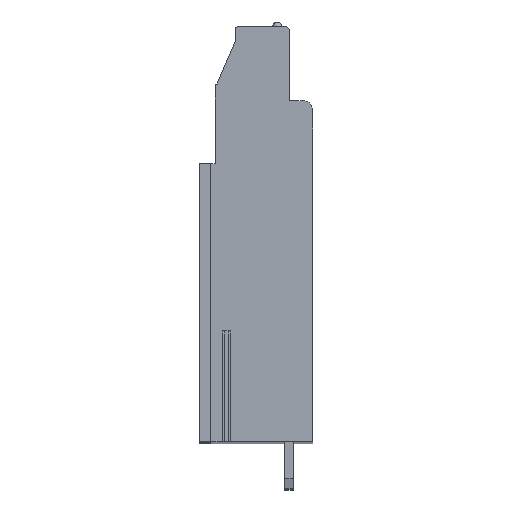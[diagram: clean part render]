
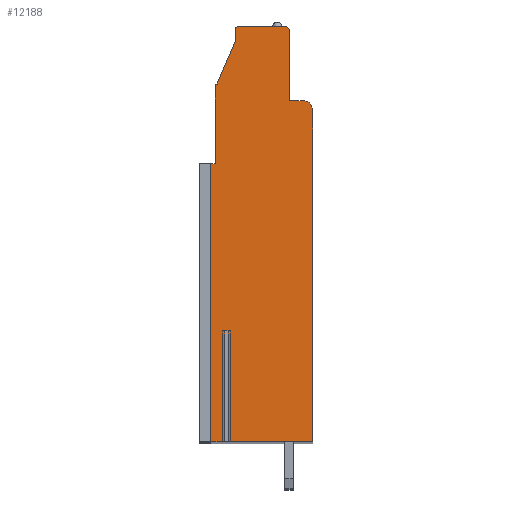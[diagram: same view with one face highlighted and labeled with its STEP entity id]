
A CAD part, top view. The second image highlights one B-rep face of the part: STEP entity #12188.
In plain terms, the highlighted planar face has unit normal (0, 0, 1).
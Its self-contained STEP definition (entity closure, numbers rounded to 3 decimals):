
#13=DIRECTION('',(0.,1.,0.));
#14=VECTOR('',#13,30.);
#15=CARTESIAN_POINT('',(-5.16,-17.199,119.38));
#16=LINE('',#15,#14);
#17=DIRECTION('',(-1.,0.,0.));
#18=VECTOR('',#17,0.5);
#19=CARTESIAN_POINT('',(-4.66,12.801,119.38));
#20=LINE('',#19,#18);
#21=DIRECTION('',(0.,-1.,0.));
#22=VECTOR('',#21,8.4);
#23=CARTESIAN_POINT('',(-4.66,21.201,119.38));
#24=LINE('',#23,#22);
#25=CARTESIAN_POINT('',(-4.46,21.201,119.38));
#26=DIRECTION('',(0.,0.,1.));
#27=DIRECTION('',(0.,1.,0.));
#28=AXIS2_PLACEMENT_3D('',#25,#26,#27);
#30=DIRECTION('',(-0.392,-0.92,0.));
#31=VECTOR('',#30,5.108);
#32=CARTESIAN_POINT('',(-2.46,26.101,119.38));
#33=LINE('',#32,#31);
#34=DIRECTION('',(0.,-1.,0.));
#35=VECTOR('',#34,1.2);
#36=CARTESIAN_POINT('',(-2.46,27.301,119.38));
#37=LINE('',#36,#35);
#38=CARTESIAN_POINT('',(-2.16,27.301,119.38));
#39=DIRECTION('',(0.,0.,1.));
#40=DIRECTION('',(0.,1.,0.));
#41=AXIS2_PLACEMENT_3D('',#38,#39,#40);
#43=DIRECTION('',(-1.,0.,0.));
#44=VECTOR('',#43,5.);
#45=CARTESIAN_POINT('',(2.84,27.601,119.38));
#46=LINE('',#45,#44);
#47=CARTESIAN_POINT('',(2.84,27.101,119.38));
#48=DIRECTION('',(0.,0.,1.));
#49=DIRECTION('',(1.,0.,0.));
#50=AXIS2_PLACEMENT_3D('',#47,#48,#49);
#52=DIRECTION('',(0.,1.,0.));
#53=VECTOR('',#52,7.5);
#54=CARTESIAN_POINT('',(3.34,19.601,119.38));
#55=LINE('',#54,#53);
#56=DIRECTION('',(-1.,0.,0.));
#57=VECTOR('',#56,1.5);
#58=CARTESIAN_POINT('',(4.84,19.601,119.38));
#59=LINE('',#58,#57);
#60=CARTESIAN_POINT('',(4.84,18.601,119.38));
#61=DIRECTION('',(0.,0.,1.));
#62=DIRECTION('',(1.,0.,0.));
#63=AXIS2_PLACEMENT_3D('',#60,#61,#62);
#65=DIRECTION('',(0.,1.,0.));
#66=VECTOR('',#65,35.8);
#67=CARTESIAN_POINT('',(5.84,-17.199,119.38));
#68=LINE('',#67,#66);
#69=DIRECTION('',(1.,0.,0.));
#70=VECTOR('',#69,9.11);
#71=CARTESIAN_POINT('',(-3.27,-17.199,119.38));
#72=LINE('',#71,#70);
#73=DIRECTION('',(0.,1.,0.));
#74=VECTOR('',#73,11.95);
#75=CARTESIAN_POINT('',(-3.27,-17.199,119.38));
#76=LINE('',#75,#74);
#77=DIRECTION('',(-1.,0.,0.));
#78=VECTOR('',#77,0.38);
#79=CARTESIAN_POINT('',(-3.27,-5.249,119.38));
#80=LINE('',#79,#78);
#81=DIRECTION('',(0.,1.,0.));
#82=VECTOR('',#81,11.95);
#83=CARTESIAN_POINT('',(-3.65,-17.199,119.38));
#84=LINE('',#83,#82);
#85=DIRECTION('',(1.,0.,0.));
#86=VECTOR('',#85,1.51);
#87=CARTESIAN_POINT('',(-5.16,-17.199,119.38));
#88=LINE('',#87,#86);
#9365=CARTESIAN_POINT('',(5.84,-17.199,119.38));
#9366=CARTESIAN_POINT('',(5.84,18.601,119.38));
#9367=VERTEX_POINT('',#9365);
#9368=VERTEX_POINT('',#9366);
#9369=CARTESIAN_POINT('',(4.84,19.601,119.38));
#9370=VERTEX_POINT('',#9369);
#9371=CARTESIAN_POINT('',(3.34,19.601,119.38));
#9372=VERTEX_POINT('',#9371);
#9373=CARTESIAN_POINT('',(3.34,27.101,119.38));
#9374=VERTEX_POINT('',#9373);
#9375=CARTESIAN_POINT('',(2.84,27.601,119.38));
#9376=VERTEX_POINT('',#9375);
#9377=CARTESIAN_POINT('',(-2.16,27.601,119.38));
#9378=VERTEX_POINT('',#9377);
#9379=CARTESIAN_POINT('',(-2.46,27.301,119.38));
#9380=VERTEX_POINT('',#9379);
#9381=CARTESIAN_POINT('',(-2.46,26.101,119.38));
#9382=VERTEX_POINT('',#9381);
#9383=CARTESIAN_POINT('',(-4.46,21.401,119.38));
#9384=VERTEX_POINT('',#9383);
#9385=CARTESIAN_POINT('',(-4.66,21.201,119.38));
#9386=VERTEX_POINT('',#9385);
#9387=CARTESIAN_POINT('',(-4.66,12.801,119.38));
#9388=VERTEX_POINT('',#9387);
#9501=CARTESIAN_POINT('',(-3.27,-5.249,119.38));
#9502=CARTESIAN_POINT('',(-3.65,-5.249,119.38));
#9503=VERTEX_POINT('',#9501);
#9504=VERTEX_POINT('',#9502);
#9505=CARTESIAN_POINT('',(-3.27,-17.199,119.38));
#9506=VERTEX_POINT('',#9505);
#9507=CARTESIAN_POINT('',(-3.65,-17.199,119.38));
#9508=VERTEX_POINT('',#9507);
#9517=CARTESIAN_POINT('',(-5.16,-17.199,119.38));
#9518=CARTESIAN_POINT('',(-5.16,12.801,119.38));
#9519=VERTEX_POINT('',#9517);
#9520=VERTEX_POINT('',#9518);
#12145=CARTESIAN_POINT('',(0.,0.,119.38));
#12146=DIRECTION('',(0.,0.,1.));
#12147=DIRECTION('',(1.,0.,0.));
#12148=AXIS2_PLACEMENT_3D('',#12145,#12146,#12147);
#12149=PLANE('',#12148);
#12151=ORIENTED_EDGE('',*,*,#12150,.T.);
#12153=ORIENTED_EDGE('',*,*,#12152,.F.);
#12155=ORIENTED_EDGE('',*,*,#12154,.F.);
#12157=ORIENTED_EDGE('',*,*,#12156,.F.);
#12159=ORIENTED_EDGE('',*,*,#12158,.F.);
#12161=ORIENTED_EDGE('',*,*,#12160,.F.);
#12163=ORIENTED_EDGE('',*,*,#12162,.F.);
#12165=ORIENTED_EDGE('',*,*,#12164,.F.);
#12167=ORIENTED_EDGE('',*,*,#12166,.F.);
#12169=ORIENTED_EDGE('',*,*,#12168,.F.);
#12171=ORIENTED_EDGE('',*,*,#12170,.F.);
#12173=ORIENTED_EDGE('',*,*,#12172,.F.);
#12175=ORIENTED_EDGE('',*,*,#12174,.F.);
#12177=ORIENTED_EDGE('',*,*,#12176,.F.);
#12179=ORIENTED_EDGE('',*,*,#12178,.T.);
#12181=ORIENTED_EDGE('',*,*,#12180,.T.);
#12183=ORIENTED_EDGE('',*,*,#12182,.F.);
#12185=ORIENTED_EDGE('',*,*,#12184,.F.);
#12186=EDGE_LOOP('',(#12151,#12153,#12155,#12157,#12159,#12161,#12163,#12165,
#12167,#12169,#12171,#12173,#12175,#12177,#12179,#12181,#12183,#12185));
#12187=FACE_OUTER_BOUND('',#12186,.F.);
#29=CIRCLE('',#28,0.2);
#42=CIRCLE('',#41,0.3);
#51=CIRCLE('',#50,0.5);
#64=CIRCLE('',#63,1.);
#12150=EDGE_CURVE('',#9519,#9520,#16,.T.);
#12152=EDGE_CURVE('',#9388,#9520,#20,.T.);
#12154=EDGE_CURVE('',#9386,#9388,#24,.T.);
#12156=EDGE_CURVE('',#9384,#9386,#29,.T.);
#12158=EDGE_CURVE('',#9382,#9384,#33,.T.);
#12160=EDGE_CURVE('',#9380,#9382,#37,.T.);
#12162=EDGE_CURVE('',#9378,#9380,#42,.T.);
#12164=EDGE_CURVE('',#9376,#9378,#46,.T.);
#12166=EDGE_CURVE('',#9374,#9376,#51,.T.);
#12168=EDGE_CURVE('',#9372,#9374,#55,.T.);
#12170=EDGE_CURVE('',#9370,#9372,#59,.T.);
#12172=EDGE_CURVE('',#9368,#9370,#64,.T.);
#12174=EDGE_CURVE('',#9367,#9368,#68,.T.);
#12176=EDGE_CURVE('',#9506,#9367,#72,.T.);
#12178=EDGE_CURVE('',#9506,#9503,#76,.T.);
#12180=EDGE_CURVE('',#9503,#9504,#80,.T.);
#12182=EDGE_CURVE('',#9508,#9504,#84,.T.);
#12184=EDGE_CURVE('',#9519,#9508,#88,.T.);
#12188=ADVANCED_FACE('',(#12187),#12149,.T.);
